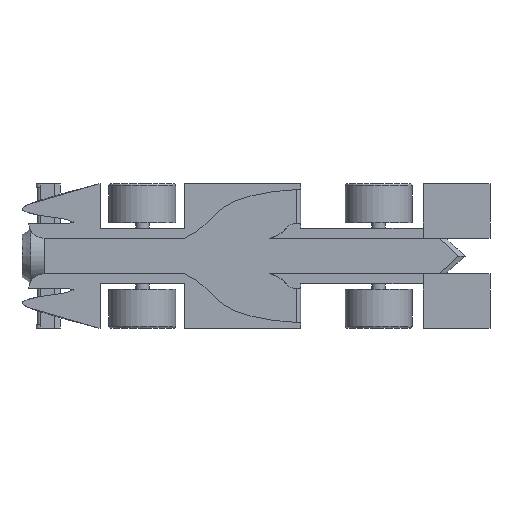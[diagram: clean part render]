
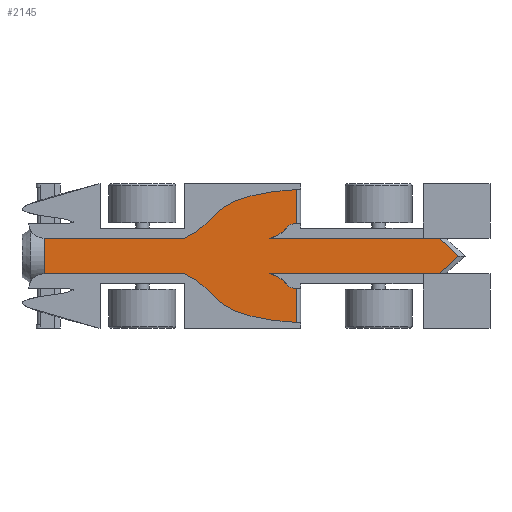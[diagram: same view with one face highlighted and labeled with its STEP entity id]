
A CAD part, front view. The second image highlights one B-rep face of the part: STEP entity #2145.
In plain terms, the highlighted planar face has unit normal (0, -1, 0).
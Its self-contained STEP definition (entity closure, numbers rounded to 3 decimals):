
#56=(
BOUNDED_CURVE()
B_SPLINE_CURVE(5,(#3533,#3534,#3535,#3536,#3537,#3538,#3539,#3540,#3541,
#3542,#3543,#3544,#3545,#3546),.UNSPECIFIED.,.F.,.F.)
B_SPLINE_CURVE_WITH_KNOTS((6,1,1,1,1,1,1,1,1,6),(0.105,0.2,0.3,
0.4,0.5,0.6,0.7,0.8,0.9,1.),.UNSPECIFIED.)
CURVE()
GEOMETRIC_REPRESENTATION_ITEM()
RATIONAL_B_SPLINE_CURVE((1.,1.,1.,1.,1.,1.,1.,1.,1.,1.,1.,1.,1.,1.))
REPRESENTATION_ITEM('')
);
#57=(
BOUNDED_CURVE()
B_SPLINE_CURVE(5,(#3588,#3589,#3590,#3591,#3592,#3593,#3594,#3595,#3596,
#3597,#3598,#3599,#3600,#3601,#3602),.UNSPECIFIED.,.F.,.F.)
B_SPLINE_CURVE_WITH_KNOTS((6,1,1,1,1,1,1,1,1,1,6),(-1.,-0.9,-0.8,-0.7,-0.6,
-0.5,-0.4,-0.3,-0.2,-0.1,-0.02),.UNSPECIFIED.)
CURVE()
GEOMETRIC_REPRESENTATION_ITEM()
RATIONAL_B_SPLINE_CURVE((1.,1.,1.,1.,1.,1.,1.,1.,1.,1.,1.,1.,1.,1.,1.))
REPRESENTATION_ITEM('')
);
#64=(
BOUNDED_CURVE()
B_SPLINE_CURVE(5,(#4291,#4292,#4293,#4294,#4295,#4296,#4297,#4298,#4299,
#4300,#4301,#4302,#4303,#4304),.UNSPECIFIED.,.F.,.F.)
B_SPLINE_CURVE_WITH_KNOTS((6,1,1,1,1,1,1,1,1,6),(0.105,0.2,0.3,
0.4,0.5,0.6,0.7,0.8,0.9,1.),.UNSPECIFIED.)
CURVE()
GEOMETRIC_REPRESENTATION_ITEM()
RATIONAL_B_SPLINE_CURVE((1.,1.,1.,1.,1.,1.,1.,1.,1.,1.,1.,1.,1.,1.))
REPRESENTATION_ITEM('')
);
#65=(
BOUNDED_CURVE()
B_SPLINE_CURVE(5,(#4307,#4308,#4309,#4310,#4311,#4312,#4313,#4314,#4315,
#4316,#4317,#4318,#4319,#4320,#4321),.UNSPECIFIED.,.F.,.F.)
B_SPLINE_CURVE_WITH_KNOTS((6,1,1,1,1,1,1,1,1,1,6),(-1.,-0.9,-0.8,-0.7,-0.6,
-0.5,-0.4,-0.3,-0.2,-0.1,-0.02),.UNSPECIFIED.)
CURVE()
GEOMETRIC_REPRESENTATION_ITEM()
RATIONAL_B_SPLINE_CURVE((1.,1.,1.,1.,1.,1.,1.,1.,1.,1.,1.,1.,1.,1.,1.))
REPRESENTATION_ITEM('')
);
#66=B_SPLINE_CURVE_WITH_KNOTS('',3,(#2902,#2903,#2904,#2905,#2906,#2907),
 .UNSPECIFIED.,.F.,.F.,(4,2,4),(0.156,1.012,2.025),
 .UNSPECIFIED.);
#187=PLANE('',#2312);
#203=LINE('',#2878,#403);
#227=LINE('',#2948,#427);
#276=LINE('',#3435,#476);
#279=LINE('',#3447,#479);
#284=LINE('',#3476,#484);
#302=LINE('',#3716,#502);
#310=LINE('',#3733,#510);
#328=LINE('',#3804,#528);
#346=LINE('',#4100,#546);
#375=LINE('',#4271,#575);
#380=LINE('',#4286,#580);
#382=LINE('',#4306,#582);
#403=VECTOR('',#2374,10.);
#427=VECTOR('',#2416,10.);
#476=VECTOR('',#2527,10.);
#479=VECTOR('',#2538,10.);
#484=VECTOR('',#2549,10.);
#502=VECTOR('',#2601,10.);
#510=VECTOR('',#2613,10.);
#528=VECTOR('',#2645,10.);
#546=VECTOR('',#2681,10.);
#575=VECTOR('',#2766,10.);
#580=VECTOR('',#2779,10.);
#582=VECTOR('',#2785,10.);
#719=FACE_OUTER_BOUND('',#846,.T.);
#846=EDGE_LOOP('',(#1942,#1943,#1944,#1945,#1946,#1947,#1948,#1949,#1950,
#1951,#1952,#1953,#1954,#1955,#1956,#1957,#1958));
#925=VERTEX_POINT('',#2875);
#926=VERTEX_POINT('',#2877);
#935=VERTEX_POINT('',#2898);
#936=VERTEX_POINT('',#2900);
#1001=VERTEX_POINT('',#3415);
#1005=VERTEX_POINT('',#3433);
#1010=VERTEX_POINT('',#3446);
#1012=VERTEX_POINT('',#3462);
#1013=VERTEX_POINT('',#3475);
#1021=VERTEX_POINT('',#3708);
#1024=VERTEX_POINT('',#3714);
#1031=VERTEX_POINT('',#3731);
#1074=VERTEX_POINT('',#4099);
#1101=VERTEX_POINT('',#4270);
#1107=VERTEX_POINT('',#4284);
#1108=VERTEX_POINT('',#4290);
#1109=VERTEX_POINT('',#4305);
#1127=EDGE_CURVE('',#925,#926,#203,.T.);
#1139=EDGE_CURVE('',#935,#936,#66,.T.);
#1155=EDGE_CURVE('',#935,#925,#227,.T.);
#1238=EDGE_CURVE('',#1001,#1005,#276,.T.);
#1244=EDGE_CURVE('',#1010,#926,#279,.T.);
#1251=EDGE_CURVE('',#1013,#1012,#284,.T.);
#1254=EDGE_CURVE('',#1012,#1010,#56,.T.);
#1256=EDGE_CURVE('',#1005,#1013,#57,.T.);
#1278=EDGE_CURVE('',#1021,#1024,#302,.T.);
#1286=EDGE_CURVE('',#936,#1031,#310,.T.);
#1308=EDGE_CURVE('',#1031,#1021,#328,.T.);
#1344=EDGE_CURVE('',#1074,#1001,#346,.T.);
#1391=EDGE_CURVE('',#1074,#1101,#375,.T.);
#1399=EDGE_CURVE('',#1107,#1024,#380,.T.);
#1402=EDGE_CURVE('',#1108,#1107,#64,.T.);
#1403=EDGE_CURVE('',#1109,#1108,#382,.T.);
#1404=EDGE_CURVE('',#1101,#1109,#65,.T.);
#1942=ORIENTED_EDGE('',*,*,#1308,.T.);
#1943=ORIENTED_EDGE('',*,*,#1278,.T.);
#1944=ORIENTED_EDGE('',*,*,#1399,.F.);
#1945=ORIENTED_EDGE('',*,*,#1402,.F.);
#1946=ORIENTED_EDGE('',*,*,#1403,.F.);
#1947=ORIENTED_EDGE('',*,*,#1404,.F.);
#1948=ORIENTED_EDGE('',*,*,#1391,.F.);
#1949=ORIENTED_EDGE('',*,*,#1344,.T.);
#1950=ORIENTED_EDGE('',*,*,#1238,.T.);
#1951=ORIENTED_EDGE('',*,*,#1256,.T.);
#1952=ORIENTED_EDGE('',*,*,#1251,.T.);
#1953=ORIENTED_EDGE('',*,*,#1254,.T.);
#1954=ORIENTED_EDGE('',*,*,#1244,.T.);
#1955=ORIENTED_EDGE('',*,*,#1127,.F.);
#1956=ORIENTED_EDGE('',*,*,#1155,.F.);
#1957=ORIENTED_EDGE('',*,*,#1139,.T.);
#1958=ORIENTED_EDGE('',*,*,#1286,.T.);
#2145=ADVANCED_FACE('',(#719),#187,.T.);
#2312=AXIS2_PLACEMENT_3D('',#4289,#2783,#2784);
#2374=DIRECTION('',(0.53,0.,0.848));
#2416=DIRECTION('',(-1.,0.,0.));
#2527=DIRECTION('',(1.,0.,0.));
#2538=DIRECTION('',(1.,0.,0.));
#2549=DIRECTION('',(0.,0.,1.));
#2601=DIRECTION('',(0.53,0.,-0.848));
#2613=DIRECTION('',(-0.743,0.,0.669));
#2645=DIRECTION('',(-1.,0.,0.));
#2681=DIRECTION('',(0.,0.,-1.));
#2766=DIRECTION('',(1.,0.,0.));
#2779=DIRECTION('',(1.,0.,0.));
#2783=DIRECTION('center_axis',(0.,-1.,0.));
#2784=DIRECTION('ref_axis',(0.,0.,-1.));
#2785=DIRECTION('',(0.,0.,-1.));
#2875=CARTESIAN_POINT('',(181.251,15.,-12.5));
#2877=CARTESIAN_POINT('',(184.067,15.,-8.));
#2878=CARTESIAN_POINT('',(187.278,15.,-2.866));
#2898=CARTESIAN_POINT('',(182.117,15.,-12.5));
#2900=CARTESIAN_POINT('',(196.,15.,0.));
#2902=CARTESIAN_POINT('Ctrl Pts',(182.117,15.,-12.5));
#2903=CARTESIAN_POINT('Ctrl Pts',(184.237,15.,-10.591));
#2904=CARTESIAN_POINT('Ctrl Pts',(186.357,15.,-8.682));
#2905=CARTESIAN_POINT('Ctrl Pts',(190.985,15.,-4.516));
#2906=CARTESIAN_POINT('Ctrl Pts',(193.493,15.,-2.258));
#2907=CARTESIAN_POINT('Ctrl Pts',(196.,15.,0.));
#2948=CARTESIAN_POINT('',(184.,15.,-12.5));
#3415=CARTESIAN_POINT('',(10.,15.,-8.));
#3433=CARTESIAN_POINT('',(73.,15.,-8.));
#3435=CARTESIAN_POINT('',(0.,15.,-8.));
#3446=CARTESIAN_POINT('',(111.277,15.,-8.));
#3447=CARTESIAN_POINT('',(49.651,15.,-8.));
#3462=CARTESIAN_POINT('',(123.,15.,-14.536));
#3475=CARTESIAN_POINT('',(123.,15.,-29.879));
#3476=CARTESIAN_POINT('',(123.,15.,-24.375));
#3533=CARTESIAN_POINT('Ctrl Pts',(123.,15.,-14.536));
#3534=CARTESIAN_POINT('Ctrl Pts',(122.671,15.,-14.516));
#3535=CARTESIAN_POINT('Ctrl Pts',(122.024,15.,-14.453));
#3536=CARTESIAN_POINT('Ctrl Pts',(121.135,15.,-14.283));
#3537=CARTESIAN_POINT('Ctrl Pts',(120.13,15.,-13.901));
#3538=CARTESIAN_POINT('Ctrl Pts',(119.142,15.,-13.18));
#3539=CARTESIAN_POINT('Ctrl Pts',(118.334,15.,-12.247));
#3540=CARTESIAN_POINT('Ctrl Pts',(117.472,15.,-11.25));
#3541=CARTESIAN_POINT('Ctrl Pts',(116.387,15.,-10.292));
#3542=CARTESIAN_POINT('Ctrl Pts',(115.016,15.,-9.416));
#3543=CARTESIAN_POINT('Ctrl Pts',(113.671,15.,-8.797));
#3544=CARTESIAN_POINT('Ctrl Pts',(112.526,15.,-8.381));
#3545=CARTESIAN_POINT('Ctrl Pts',(111.703,15.,-8.123));
#3546=CARTESIAN_POINT('Ctrl Pts',(111.277,15.,-8.));
#3588=CARTESIAN_POINT('Ctrl Pts',(73.,15.,-8.));
#3589=CARTESIAN_POINT('Ctrl Pts',(73.821,15.,-8.365));
#3590=CARTESIAN_POINT('Ctrl Pts',(75.416,15.,-9.136));
#3591=CARTESIAN_POINT('Ctrl Pts',(77.665,15.,-10.409));
#3592=CARTESIAN_POINT('Ctrl Pts',(80.364,15.,-12.35));
#3593=CARTESIAN_POINT('Ctrl Pts',(83.332,15.,-15.15));
#3594=CARTESIAN_POINT('Ctrl Pts',(86.103,15.,-18.235));
#3595=CARTESIAN_POINT('Ctrl Pts',(89.376,15.,-21.284));
#3596=CARTESIAN_POINT('Ctrl Pts',(93.766,15.,-23.996));
#3597=CARTESIAN_POINT('Ctrl Pts',(99.469,15.,-26.263));
#3598=CARTESIAN_POINT('Ctrl Pts',(106.277,15.,-27.964));
#3599=CARTESIAN_POINT('Ctrl Pts',(112.637,15.,-28.955));
#3600=CARTESIAN_POINT('Ctrl Pts',(117.831,15.,-29.499));
#3601=CARTESIAN_POINT('Ctrl Pts',(121.378,15.,-29.772));
#3602=CARTESIAN_POINT('Ctrl Pts',(123.,15.,-29.879));
#3708=CARTESIAN_POINT('',(181.251,15.,12.5));
#3714=CARTESIAN_POINT('',(184.067,15.,8.));
#3716=CARTESIAN_POINT('',(187.278,15.,2.866));
#3731=CARTESIAN_POINT('',(182.117,15.,12.5));
#3733=CARTESIAN_POINT('',(191.988,15.,3.612));
#3804=CARTESIAN_POINT('',(184.,15.,12.5));
#4099=CARTESIAN_POINT('',(10.,15.,8.));
#4100=CARTESIAN_POINT('',(10.,15.,6.75));
#4270=CARTESIAN_POINT('',(73.,15.,8.));
#4271=CARTESIAN_POINT('',(0.,15.,8.));
#4284=CARTESIAN_POINT('',(111.277,15.,8.));
#4286=CARTESIAN_POINT('',(49.651,15.,8.));
#4289=CARTESIAN_POINT('Origin',(188.,15.,7.25));
#4290=CARTESIAN_POINT('',(123.,15.,14.536));
#4291=CARTESIAN_POINT('Ctrl Pts',(123.,15.,14.536));
#4292=CARTESIAN_POINT('Ctrl Pts',(122.671,15.,14.516));
#4293=CARTESIAN_POINT('Ctrl Pts',(122.024,15.,14.453));
#4294=CARTESIAN_POINT('Ctrl Pts',(121.135,15.,14.283));
#4295=CARTESIAN_POINT('Ctrl Pts',(120.13,15.,13.901));
#4296=CARTESIAN_POINT('Ctrl Pts',(119.142,15.,13.18));
#4297=CARTESIAN_POINT('Ctrl Pts',(118.334,15.,12.247));
#4298=CARTESIAN_POINT('Ctrl Pts',(117.472,15.,11.25));
#4299=CARTESIAN_POINT('Ctrl Pts',(116.387,15.,10.292));
#4300=CARTESIAN_POINT('Ctrl Pts',(115.016,15.,9.416));
#4301=CARTESIAN_POINT('Ctrl Pts',(113.671,15.,8.797));
#4302=CARTESIAN_POINT('Ctrl Pts',(112.526,15.,8.381));
#4303=CARTESIAN_POINT('Ctrl Pts',(111.703,15.,8.123));
#4304=CARTESIAN_POINT('Ctrl Pts',(111.277,15.,8.));
#4305=CARTESIAN_POINT('',(123.,15.,29.879));
#4306=CARTESIAN_POINT('',(123.,15.,24.375));
#4307=CARTESIAN_POINT('Ctrl Pts',(73.,15.,8.));
#4308=CARTESIAN_POINT('Ctrl Pts',(73.821,15.,8.365));
#4309=CARTESIAN_POINT('Ctrl Pts',(75.416,15.,9.136));
#4310=CARTESIAN_POINT('Ctrl Pts',(77.665,15.,10.409));
#4311=CARTESIAN_POINT('Ctrl Pts',(80.364,15.,12.35));
#4312=CARTESIAN_POINT('Ctrl Pts',(83.332,15.,15.15));
#4313=CARTESIAN_POINT('Ctrl Pts',(86.103,15.,18.235));
#4314=CARTESIAN_POINT('Ctrl Pts',(89.376,15.,21.284));
#4315=CARTESIAN_POINT('Ctrl Pts',(93.766,15.,23.996));
#4316=CARTESIAN_POINT('Ctrl Pts',(99.469,15.,26.263));
#4317=CARTESIAN_POINT('Ctrl Pts',(106.277,15.,27.964));
#4318=CARTESIAN_POINT('Ctrl Pts',(112.637,15.,28.955));
#4319=CARTESIAN_POINT('Ctrl Pts',(117.831,15.,29.499));
#4320=CARTESIAN_POINT('Ctrl Pts',(121.378,15.,29.772));
#4321=CARTESIAN_POINT('Ctrl Pts',(123.,15.,29.879));
